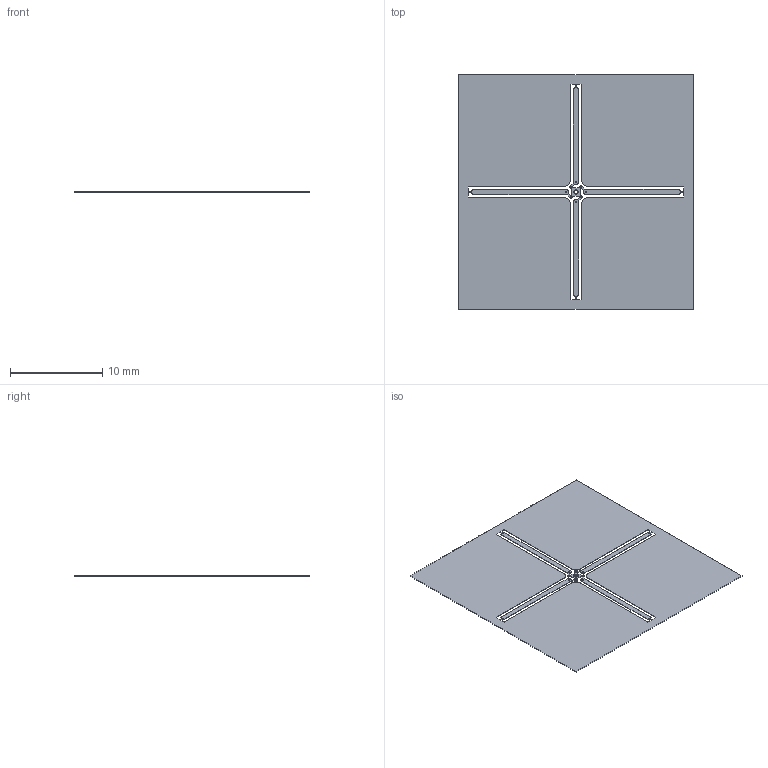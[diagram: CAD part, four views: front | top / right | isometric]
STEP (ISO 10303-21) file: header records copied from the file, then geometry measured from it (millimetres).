
FILE_DESCRIPTION (( 'STEP AP214' ), '1' );
FILE_NAME ('ATA-MEC-105 Tip Arm Link R03.STEP', '2019-10-16T17:22:52', ( '' ), ( '' ), 'SwSTEP 2.0', 'SolidWorks 2017', '' );
FILE_SCHEMA (( 'AUTOMOTIVE_DESIGN' ));
Length unit declared in the file: inch
Products named in the file (1): ATA-MEC-105 Tip Arm Link R03
Bounding box: 25.4 x 25.4 x 0.05 mm (x, y, z)
Volume: 31.1 mm3; surface area: 1238.5 mm2
Topology: 1 solids, 1 shells, 163 faces, 483 edges, 322 vertices
Faces by surface type: cylinder 89, plane 74
Full cylindrical faces by diameter (mm): 0.165 x4, 0.457 x1
Entity records: 5566 total; most frequent: DIRECTION 984, CARTESIAN_POINT 964, ORIENTED_EDGE 956, EDGE_CURVE 478, AXIS2_PLACEMENT_3D 342, VERTEX_POINT 322, VECTOR 300, LINE 300
